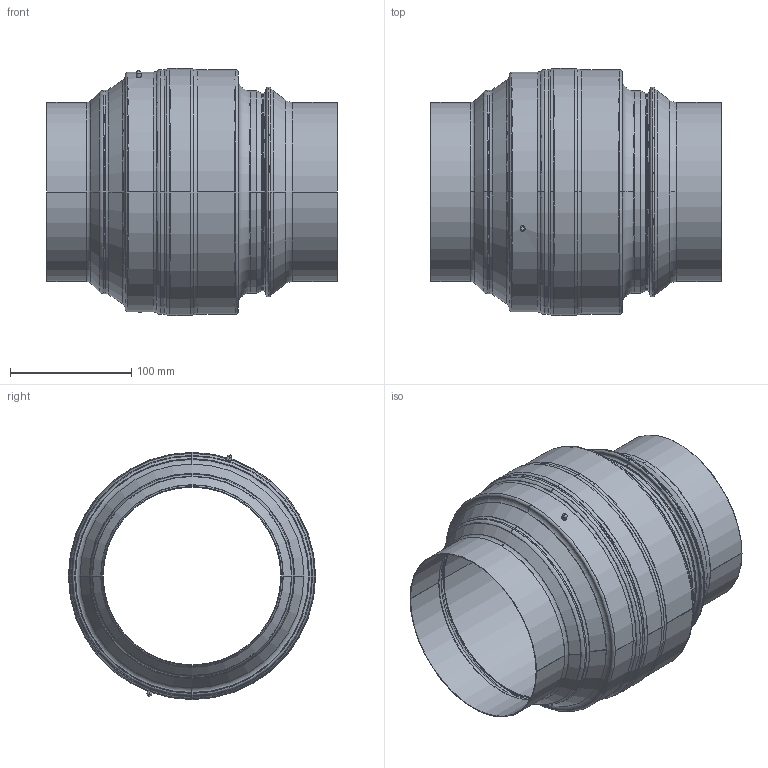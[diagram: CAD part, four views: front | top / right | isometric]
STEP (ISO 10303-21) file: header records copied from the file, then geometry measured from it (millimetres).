
FILE_DESCRIPTION(('STEP AP203'),'1');
FILE_NAME('V 4061040 Absperrvorrichtung - Brandschutzklappe.STP','2019-11-15T11:15:34',(' '),(' '),'Spatial InterOp 3D',' ',' ');
FILE_SCHEMA(('CONFIG_CONTROL_DESIGN'));
Length unit declared in the file: millimetre
Products named in the file (1): 1
Bounding box: 240 x 204.24 x 204.24 mm (x, y, z)
Volume: 153649.4 mm3; surface area: 443751.1 mm2
Topology: 2 solids, 2 shells, 166 faces, 442 edges, 288 vertices
Faces by surface type: torus 66, cylinder 56, cone 26, plane 14, sphere 4
Entity records: 5522 total; most frequent: DIRECTION 1106, CARTESIAN_POINT 1034, ORIENTED_EDGE 876, AXIS2_PLACEMENT_3D 512, EDGE_CURVE 438, CIRCLE 344, VERTEX_POINT 288, EDGE_LOOP 182
